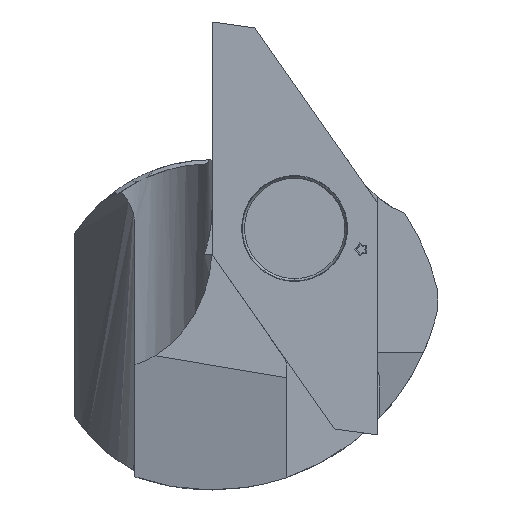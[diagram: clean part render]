
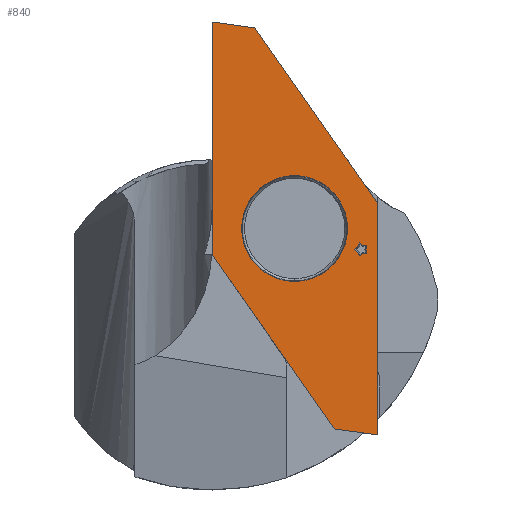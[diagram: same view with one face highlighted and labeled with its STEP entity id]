
A CAD part, left-side view. The second image highlights one B-rep face of the part: STEP entity #840.
In plain terms, the highlighted face is planar.
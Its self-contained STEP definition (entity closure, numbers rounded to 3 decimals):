
#43 = VECTOR ( 'NONE', #2254, 1000. ) ;
#59 = EDGE_CURVE ( 'NONE', #1407, #1357, #465, .T. ) ;
#71 = LINE ( 'NONE', #392, #1447 ) ;
#88 = EDGE_CURVE ( 'NONE', #2182, #123, #965, .T. ) ;
#106 = CARTESIAN_POINT ( 'NONE',  ( 1.925, 0., 0. ) ) ;
#122 = LINE ( 'NONE', #1539, #745 ) ;
#123 = VERTEX_POINT ( 'NONE', #1918 ) ;
#128 = AXIS2_PLACEMENT_3D ( 'NONE', #272, #2407, #1609 ) ;
#135 = CARTESIAN_POINT ( 'NONE',  ( -0.918, -2.477, 0. ) ) ;
#142 = ORIENTED_EDGE ( 'NONE', *, *, #1425, .T. ) ;
#146 = EDGE_LOOP ( 'NONE', ( #796, #2122 ) ) ;
#152 = LINE ( 'NONE', #502, #1934 ) ;
#160 = VERTEX_POINT ( 'NONE', #2488 ) ;
#168 = CARTESIAN_POINT ( 'NONE',  ( -0.76, -2.592, 0. ) ) ;
#189 = VERTEX_POINT ( 'NONE', #1344 ) ;
#272 = CARTESIAN_POINT ( 'NONE',  ( 0., 0., 0. ) ) ;
#345 = EDGE_CURVE ( 'NONE', #1269, #539, #662, .T. ) ;
#361 = VECTOR ( 'NONE', #1614, 1000. ) ;
#367 = CARTESIAN_POINT ( 'NONE',  ( -0.918, -2.477, 0. ) ) ;
#392 = CARTESIAN_POINT ( 'NONE',  ( -0.663, -2.292, 0. ) ) ;
#443 = EDGE_CURVE ( 'NONE', #864, #565, #152, .T. ) ;
#465 = CIRCLE ( 'NONE', #1215, 1.925 ) ;
#467 = VECTOR ( 'NONE', #2443, 1000. ) ;
#468 = CARTESIAN_POINT ( 'NONE',  ( -0.998, -2.349, 0. ) ) ;
#487 = FACE_BOUND ( 'NONE', #1392, .T. ) ;
#491 = CARTESIAN_POINT ( 'NONE',  ( -0.946, 3., 0. ) ) ;
#502 = CARTESIAN_POINT ( 'NONE',  ( -0.523, -2.349, 0. ) ) ;
#530 = CARTESIAN_POINT ( 'NONE',  ( -0.858, -2.292, 0. ) ) ;
#539 = VERTEX_POINT ( 'NONE', #367 ) ;
#562 = VERTEX_POINT ( 'NONE', #1679 ) ;
#565 = VERTEX_POINT ( 'NONE', #1292 ) ;
#568 = FACE_OUTER_BOUND ( 'NONE', #899, .T. ) ;
#613 = DIRECTION ( 'NONE',  ( 0.927, -0.375, 0. ) ) ;
#662 = LINE ( 'NONE', #1088, #2451 ) ;
#679 = DIRECTION ( 'NONE',  ( -0.819, -0.574, 0. ) ) ;
#687 = VERTEX_POINT ( 'NONE', #1196 ) ;
#707 = CARTESIAN_POINT ( 'NONE',  ( -0.613, -2.628, 0. ) ) ;
#717 = EDGE_CURVE ( 'NONE', #1357, #1407, #1902, .T. ) ;
#745 = VECTOR ( 'NONE', #2312, 1000. ) ;
#754 = ORIENTED_EDGE ( 'NONE', *, *, #1567, .T. ) ;
#761 = DIRECTION ( 'NONE',  ( 0., 0., 1. ) ) ;
#789 = EDGE_CURVE ( 'NONE', #160, #562, #1385, .T. ) ;
#796 = ORIENTED_EDGE ( 'NONE', *, *, #59, .F. ) ;
#797 = CARTESIAN_POINT ( 'NONE',  ( 0., 0., 0. ) ) ;
#808 = ORIENTED_EDGE ( 'NONE', *, *, #2308, .T. ) ;
#816 = VECTOR ( 'NONE', #1975, 1000. ) ;
#835 = CARTESIAN_POINT ( 'NONE',  ( -0.907, -2.628, 0. ) ) ;
#840 = ADVANCED_FACE ( 'NONE', ( #568, #1528, #487 ), #1042, .F. ) ;
#853 = DIRECTION ( 'NONE',  ( -1., 0., 0. ) ) ;
#857 = DIRECTION ( 'NONE',  ( -0.07, 0.998, 0. ) ) ;
#858 = EDGE_CURVE ( 'NONE', #2397, #687, #1593, .T. ) ;
#864 = VERTEX_POINT ( 'NONE', #1647 ) ;
#884 = EDGE_CURVE ( 'NONE', #1224, #2397, #1962, .T. ) ;
#887 = DIRECTION ( 'NONE',  ( -0.97, 0.242, 0. ) ) ;
#893 = VECTOR ( 'NONE', #2402, 1000. ) ;
#899 = EDGE_LOOP ( 'NONE', ( #1206, #142, #1692, #1351, #2290, #1820 ) ) ;
#900 = ORIENTED_EDGE ( 'NONE', *, *, #1110, .T. ) ;
#965 = LINE ( 'NONE', #1566, #816 ) ;
#986 = VERTEX_POINT ( 'NONE', #1123 ) ;
#1042 = PLANE ( 'NONE',  #128 ) ;
#1066 = LINE ( 'NONE', #1462, #467 ) ;
#1077 = DIRECTION ( 'NONE',  ( -0.53, -0.848, 0. ) ) ;
#1088 = CARTESIAN_POINT ( 'NONE',  ( -0.907, -2.628, 0. ) ) ;
#1097 = LINE ( 'NONE', #707, #2202 ) ;
#1107 = VECTOR ( 'NONE', #1499, 1000. ) ;
#1110 = EDGE_CURVE ( 'NONE', #1992, #189, #122, .T. ) ;
#1123 = CARTESIAN_POINT ( 'NONE',  ( -0.613, -2.628, 0. ) ) ;
#1196 = CARTESIAN_POINT ( 'NONE',  ( -7.5, -3., 0. ) ) ;
#1206 = ORIENTED_EDGE ( 'NONE', *, *, #2462, .T. ) ;
#1207 = VECTOR ( 'NONE', #679, 1000. ) ;
#1212 = ORIENTED_EDGE ( 'NONE', *, *, #345, .T. ) ;
#1215 = AXIS2_PLACEMENT_3D ( 'NONE', #797, #761, #1775 ) ;
#1224 = VERTEX_POINT ( 'NONE', #1559 ) ;
#1269 = VERTEX_POINT ( 'NONE', #835 ) ;
#1292 = CARTESIAN_POINT ( 'NONE',  ( -0.603, -2.477, 0. ) ) ;
#1317 = LINE ( 'NONE', #530, #1615 ) ;
#1344 = CARTESIAN_POINT ( 'NONE',  ( -0.663, -2.292, 0. ) ) ;
#1348 = LINE ( 'NONE', #491, #1519 ) ;
#1351 = ORIENTED_EDGE ( 'NONE', *, *, #858, .T. ) ;
#1357 = VERTEX_POINT ( 'NONE', #1979 ) ;
#1360 = LINE ( 'NONE', #1731, #2085 ) ;
#1374 = ORIENTED_EDGE ( 'NONE', *, *, #2040, .T. ) ;
#1385 = LINE ( 'NONE', #468, #893 ) ;
#1391 = DIRECTION ( 'NONE',  ( 1., 0., 0. ) ) ;
#1392 = EDGE_LOOP ( 'NONE', ( #1212, #2125, #1712, #2393, #900, #808, #1526, #1374, #754, #2168 ) ) ;
#1407 = VERTEX_POINT ( 'NONE', #106 ) ;
#1425 = EDGE_CURVE ( 'NONE', #2210, #1224, #1348, .T. ) ;
#1447 = VECTOR ( 'NONE', #613, 1000. ) ;
#1462 = CARTESIAN_POINT ( 'NONE',  ( -0.603, -2.477, 0. ) ) ;
#1463 = VECTOR ( 'NONE', #1874, 1000. ) ;
#1499 = DIRECTION ( 'NONE',  ( -0.97, -0.242, 0. ) ) ;
#1519 = VECTOR ( 'NONE', #853, 1000. ) ;
#1526 = ORIENTED_EDGE ( 'NONE', *, *, #443, .T. ) ;
#1528 = FACE_BOUND ( 'NONE', #146, .T. ) ;
#1539 = CARTESIAN_POINT ( 'NONE',  ( -0.76, -2.176, 0. ) ) ;
#1546 = EDGE_CURVE ( 'NONE', #562, #1992, #1317, .T. ) ;
#1559 = CARTESIAN_POINT ( 'NONE',  ( -0.946, 3., 0. ) ) ;
#1566 = CARTESIAN_POINT ( 'NONE',  ( 7.28, 1.435, 0. ) ) ;
#1567 = EDGE_CURVE ( 'NONE', #986, #1632, #1097, .T. ) ;
#1582 = AXIS2_PLACEMENT_3D ( 'NONE', #1785, #1793, #1391 ) ;
#1593 = LINE ( 'NONE', #2396, #361 ) ;
#1609 = DIRECTION ( 'NONE',  ( -1., 0., 0. ) ) ;
#1614 = DIRECTION ( 'NONE',  ( -0.139, -0.99, 0. ) ) ;
#1615 = VECTOR ( 'NONE', #2277, 1000. ) ;
#1632 = VERTEX_POINT ( 'NONE', #2120 ) ;
#1647 = CARTESIAN_POINT ( 'NONE',  ( -0.523, -2.349, 0. ) ) ;
#1679 = CARTESIAN_POINT ( 'NONE',  ( -0.858, -2.292, 0. ) ) ;
#1691 = LINE ( 'NONE', #168, #1107 ) ;
#1692 = ORIENTED_EDGE ( 'NONE', *, *, #884, .T. ) ;
#1710 = CARTESIAN_POINT ( 'NONE',  ( 7.5, 3., 0. ) ) ;
#1712 = ORIENTED_EDGE ( 'NONE', *, *, #789, .T. ) ;
#1731 = CARTESIAN_POINT ( 'NONE',  ( 7.5, 3., 0. ) ) ;
#1775 = DIRECTION ( 'NONE',  ( 1., 0., 0. ) ) ;
#1785 = CARTESIAN_POINT ( 'NONE',  ( 0., 0., 0. ) ) ;
#1793 = DIRECTION ( 'NONE',  ( 0., 0., 1. ) ) ;
#1820 = ORIENTED_EDGE ( 'NONE', *, *, #88, .T. ) ;
#1874 = DIRECTION ( 'NONE',  ( -0.53, 0.848, 0. ) ) ;
#1888 = LINE ( 'NONE', #135, #1463 ) ;
#1902 = CIRCLE ( 'NONE', #1582, 1.925 ) ;
#1918 = CARTESIAN_POINT ( 'NONE',  ( 7.28, 1.435, 0. ) ) ;
#1929 = CARTESIAN_POINT ( 'NONE',  ( 0.946, -3., 0. ) ) ;
#1934 = VECTOR ( 'NONE', #1077, 1000. ) ;
#1962 = LINE ( 'NONE', #2436, #1207 ) ;
#1975 = DIRECTION ( 'NONE',  ( 0.819, 0.574, 0. ) ) ;
#1979 = CARTESIAN_POINT ( 'NONE',  ( -1.925, 0., 0. ) ) ;
#1982 = EDGE_CURVE ( 'NONE', #539, #160, #1888, .T. ) ;
#1992 = VERTEX_POINT ( 'NONE', #2049 ) ;
#2040 = EDGE_CURVE ( 'NONE', #565, #986, #1066, .T. ) ;
#2049 = CARTESIAN_POINT ( 'NONE',  ( -0.76, -2.176, 0. ) ) ;
#2070 = EDGE_CURVE ( 'NONE', #687, #2182, #2098, .T. ) ;
#2083 = CARTESIAN_POINT ( 'NONE',  ( -7.28, -1.435, 0. ) ) ;
#2085 = VECTOR ( 'NONE', #2101, 1000. ) ;
#2098 = LINE ( 'NONE', #2450, #43 ) ;
#2101 = DIRECTION ( 'NONE',  ( 0.139, 0.99, 0. ) ) ;
#2120 = CARTESIAN_POINT ( 'NONE',  ( -0.76, -2.592, 0. ) ) ;
#2122 = ORIENTED_EDGE ( 'NONE', *, *, #717, .F. ) ;
#2125 = ORIENTED_EDGE ( 'NONE', *, *, #1982, .T. ) ;
#2168 = ORIENTED_EDGE ( 'NONE', *, *, #2452, .T. ) ;
#2182 = VERTEX_POINT ( 'NONE', #1929 ) ;
#2202 = VECTOR ( 'NONE', #887, 1000. ) ;
#2210 = VERTEX_POINT ( 'NONE', #1710 ) ;
#2254 = DIRECTION ( 'NONE',  ( 1., 0., 0. ) ) ;
#2277 = DIRECTION ( 'NONE',  ( 0.643, 0.766, 0. ) ) ;
#2290 = ORIENTED_EDGE ( 'NONE', *, *, #2070, .T. ) ;
#2308 = EDGE_CURVE ( 'NONE', #189, #864, #71, .T. ) ;
#2312 = DIRECTION ( 'NONE',  ( 0.643, -0.766, 0. ) ) ;
#2393 = ORIENTED_EDGE ( 'NONE', *, *, #1546, .T. ) ;
#2396 = CARTESIAN_POINT ( 'NONE',  ( -7.5, -3., 0. ) ) ;
#2397 = VERTEX_POINT ( 'NONE', #2083 ) ;
#2402 = DIRECTION ( 'NONE',  ( 0.927, 0.375, 0. ) ) ;
#2407 = DIRECTION ( 'NONE',  ( 0., 0., -1. ) ) ;
#2436 = CARTESIAN_POINT ( 'NONE',  ( -7.28, -1.435, 0. ) ) ;
#2443 = DIRECTION ( 'NONE',  ( -0.07, -0.998, 0. ) ) ;
#2450 = CARTESIAN_POINT ( 'NONE',  ( 0.946, -3., 0. ) ) ;
#2451 = VECTOR ( 'NONE', #857, 1000. ) ;
#2452 = EDGE_CURVE ( 'NONE', #1632, #1269, #1691, .T. ) ;
#2462 = EDGE_CURVE ( 'NONE', #123, #2210, #1360, .T. ) ;
#2488 = CARTESIAN_POINT ( 'NONE',  ( -0.998, -2.349, 0. ) ) ;
